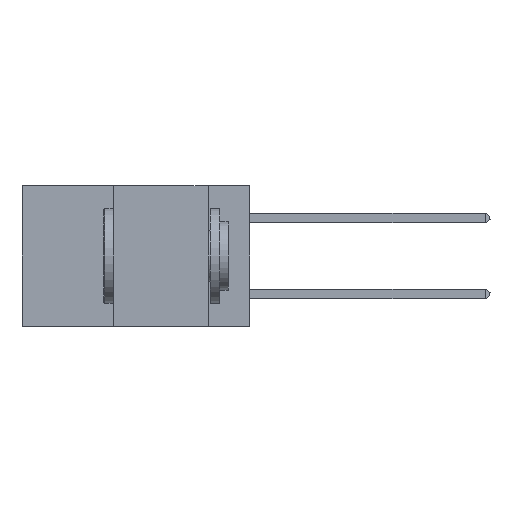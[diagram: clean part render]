
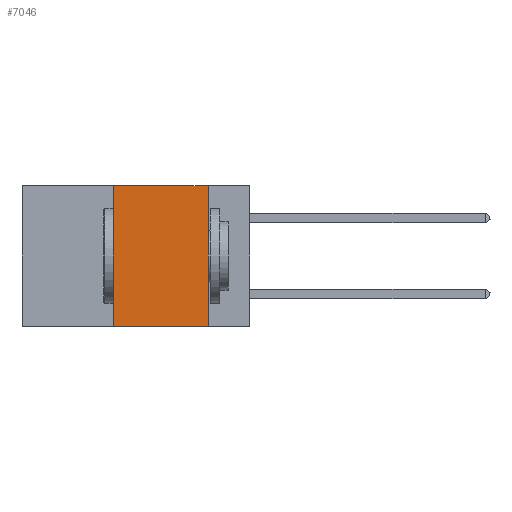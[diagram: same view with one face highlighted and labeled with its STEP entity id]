
A CAD part, left-side view. The second image highlights one B-rep face of the part: STEP entity #7046.
In plain terms, the highlighted planar face has unit normal (-1, 0, 0).
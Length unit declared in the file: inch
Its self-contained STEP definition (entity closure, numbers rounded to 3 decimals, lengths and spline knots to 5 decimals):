
#333 = VERTEX_POINT ( 'NONE', #18216 ) ;
#2111 = DIRECTION ( 'NONE',  ( 0., -1., 0. ) ) ;
#2441 = DIRECTION ( 'NONE',  ( 0., 0., 1. ) ) ;
#3003 = VECTOR ( 'NONE', #2111, 39.37008 ) ;
#4327 = LINE ( 'NONE', #24132, #10898 ) ;
#5398 = ORIENTED_EDGE ( 'NONE', *, *, #13184, .T. ) ;
#7046 = ADVANCED_FACE ( 'NONE', ( #22624 ), #25499, .F. ) ;
#7187 = CARTESIAN_POINT ( 'NONE',  ( 0., 0.36, 0. ) ) ;
#7434 = VERTEX_POINT ( 'NONE', #22079 ) ;
#9535 = EDGE_CURVE ( 'NONE', #7434, #12889, #4327, .T. ) ;
#10339 = LINE ( 'NONE', #23811, #3003 ) ;
#10898 = VECTOR ( 'NONE', #14711, 39.37008 ) ;
#11251 = CARTESIAN_POINT ( 'NONE',  ( 0., 0.6, 0. ) ) ;
#11593 = EDGE_LOOP ( 'NONE', ( #27922, #16833, #23168, #5398 ) ) ;
#12071 = EDGE_CURVE ( 'NONE', #29062, #7434, #10339, .T. ) ;
#12889 = VERTEX_POINT ( 'NONE', #29077 ) ;
#12959 = VECTOR ( 'NONE', #20640, 39.37008 ) ;
#13184 = EDGE_CURVE ( 'NONE', #333, #12889, #18539, .T. ) ;
#13674 = DIRECTION ( 'NONE',  ( 0., 0., -1. ) ) ;
#14200 = EDGE_CURVE ( 'NONE', #333, #29062, #15546, .T. ) ;
#14684 = CARTESIAN_POINT ( 'NONE',  ( 0., 0.36, 0. ) ) ;
#14711 = DIRECTION ( 'NONE',  ( 0., 0., -1. ) ) ;
#14802 = VECTOR ( 'NONE', #2441, 39.37008 ) ;
#15546 = LINE ( 'NONE', #14684, #14802 ) ;
#16833 = ORIENTED_EDGE ( 'NONE', *, *, #12071, .F. ) ;
#18216 = CARTESIAN_POINT ( 'NONE',  ( 0., 0.36, -0.37 ) ) ;
#18275 = CARTESIAN_POINT ( 'NONE',  ( 0., 0.6, -0.37 ) ) ;
#18539 = LINE ( 'NONE', #18275, #12959 ) ;
#20640 = DIRECTION ( 'NONE',  ( 0., -1., 0. ) ) ;
#22079 = CARTESIAN_POINT ( 'NONE',  ( 0., 0.11, 0. ) ) ;
#22624 = FACE_OUTER_BOUND ( 'NONE', #11593, .T. ) ;
#23168 = ORIENTED_EDGE ( 'NONE', *, *, #14200, .F. ) ;
#23811 = CARTESIAN_POINT ( 'NONE',  ( 0., 0.6, 0. ) ) ;
#24132 = CARTESIAN_POINT ( 'NONE',  ( 0., 0.11, 0. ) ) ;
#25022 = AXIS2_PLACEMENT_3D ( 'NONE', #11251, #27857, #13674 ) ;
#25499 = PLANE ( 'NONE',  #25022 ) ;
#27857 = DIRECTION ( 'NONE',  ( 1., 0., 0. ) ) ;
#27922 = ORIENTED_EDGE ( 'NONE', *, *, #9535, .F. ) ;
#29062 = VERTEX_POINT ( 'NONE', #7187 ) ;
#29077 = CARTESIAN_POINT ( 'NONE',  ( 0., 0.11, -0.37 ) ) ;
